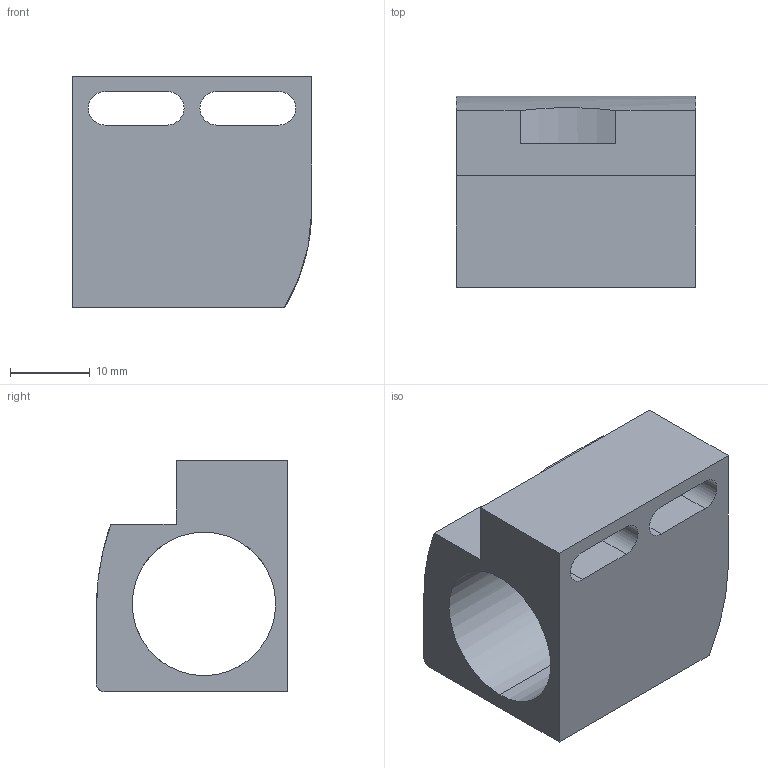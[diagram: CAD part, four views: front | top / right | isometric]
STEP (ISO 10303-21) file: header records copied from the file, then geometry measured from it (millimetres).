
FILE_DESCRIPTION((''),'2;1');
FILE_NAME('CAD-1072','2009-10-23T',('mabamberg'),(''),'PRO/ENGINEER BY PARAMETRIC TECHNOLOGY CORPORATION, 2006300','PRO/ENGINEER BY PARAMETRIC TECHNOLOGY CORPORATION, 2006300','');
FILE_SCHEMA(('CONFIG_CONTROL_DESIGN'));
Length unit declared in the file: millimetre
Products named in the file (1): CAD-1072
Bounding box: 30 x 24 x 29 mm (x, y, z)
Volume: 9064.6 mm3; surface area: 6024.2 mm2
Topology: 1 solids, 1 shells, 26 faces, 72 edges, 48 vertices
Faces by surface type: plane 14, cylinder 12
Entity records: 1195 total; most frequent: CARTESIAN_POINT 212, ORIENTED_EDGE 144, DIRECTION 137, PRESENTATION_STYLE_ASSIGNMENT 73, STYLED_ITEM 73, CURVE_STYLE 72, EDGE_CURVE 72, VERTEX_POINT 48
